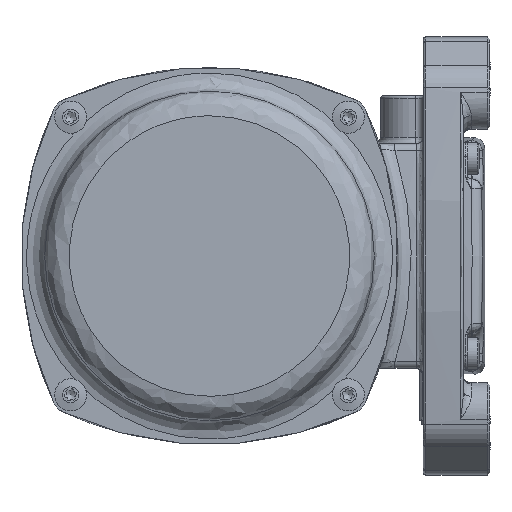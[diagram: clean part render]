
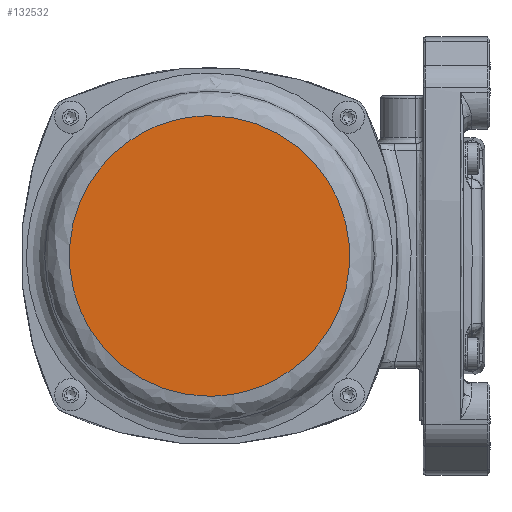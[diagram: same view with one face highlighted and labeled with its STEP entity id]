
A CAD part, left-side view. The second image highlights one B-rep face of the part: STEP entity #132532.
In plain terms, the highlighted planar face has unit normal (-1, 0, 0).
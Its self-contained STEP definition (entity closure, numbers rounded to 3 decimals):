
#3744 = CARTESIAN_POINT ( 'NONE',  ( -127.5, 210., -52.5 ) ) ;
#5945 = CARTESIAN_POINT ( 'NONE',  ( -127.5, 0., 52.5 ) ) ;
#6358 = AXIS2_PLACEMENT_3D ( 'NONE', #27226, #107194, #109463 ) ;
#8321 = CARTESIAN_POINT ( 'NONE',  ( -127.5, 210., 52.5 ) ) ;
#26947 = CARTESIAN_POINT ( 'NONE',  ( -127.5, 105., -52.5 ) ) ;
#27226 = CARTESIAN_POINT ( 'NONE',  ( -127.5, 105., 61.7 ) ) ;
#27445 = ORIENTED_EDGE ( 'NONE', *, *, #92929, .F. ) ;
#42555 = CARTESIAN_POINT ( 'NONE',  ( -127.5, 105., -52.5 ) ) ;
#48178 =( BOUNDED_CURVE ( )  B_SPLINE_CURVE ( 3, ( #131808, #3744, #8321, #88276 ),
 .UNSPECIFIED., .F., .F. ) 
 B_SPLINE_CURVE_WITH_KNOTS ( ( 4, 4 ),
 ( 0., 1. ),
 .UNSPECIFIED. ) 
 CURVE ( )  GEOMETRIC_REPRESENTATION_ITEM ( )  RATIONAL_B_SPLINE_CURVE ( ( 1., 0.333, 0.333, 1. ) ) 
 REPRESENTATION_ITEM ( '' )  );
#70300 = VERTEX_POINT ( 'NONE', #26947 ) ;
#76198 = EDGE_CURVE ( 'NONE', #134203, #70300, #88716, .T. ) ;
#85912 = CARTESIAN_POINT ( 'NONE',  ( -127.5, 0., -52.5 ) ) ;
#88276 = CARTESIAN_POINT ( 'NONE',  ( -127.5, 105., 52.5 ) ) ;
#88716 =( BOUNDED_CURVE ( )  B_SPLINE_CURVE ( 3, ( #129389, #5945, #85912, #42555 ),
 .UNSPECIFIED., .F., .F. ) 
 B_SPLINE_CURVE_WITH_KNOTS ( ( 4, 4 ),
 ( 0., 1. ),
 .UNSPECIFIED. ) 
 CURVE ( )  GEOMETRIC_REPRESENTATION_ITEM ( )  RATIONAL_B_SPLINE_CURVE ( ( 1., 0.333, 0.333, 1. ) ) 
 REPRESENTATION_ITEM ( '' )  );
#92929 = EDGE_CURVE ( 'NONE', #70300, #134203, #48178, .T. ) ;
#95764 = PLANE ( 'NONE',  #6358 ) ;
#106079 = ORIENTED_EDGE ( 'NONE', *, *, #76198, .F. ) ;
#107194 = DIRECTION ( 'NONE',  ( 1., 0., 0. ) ) ;
#109463 = DIRECTION ( 'NONE',  ( 0., 0., -1. ) ) ;
#112097 = EDGE_LOOP ( 'NONE', ( #27445, #106079 ) ) ;
#127756 = FACE_OUTER_BOUND ( 'NONE', #112097, .T. ) ;
#129389 = CARTESIAN_POINT ( 'NONE',  ( -127.5, 105., 52.5 ) ) ;
#131808 = CARTESIAN_POINT ( 'NONE',  ( -127.5, 105., -52.5 ) ) ;
#132532 = ADVANCED_FACE ( 'NONE', ( #127756 ), #95764, .F. ) ;
#134203 = VERTEX_POINT ( 'NONE', #140998 ) ;
#140998 = CARTESIAN_POINT ( 'NONE',  ( -127.5, 105., 52.5 ) ) ;
